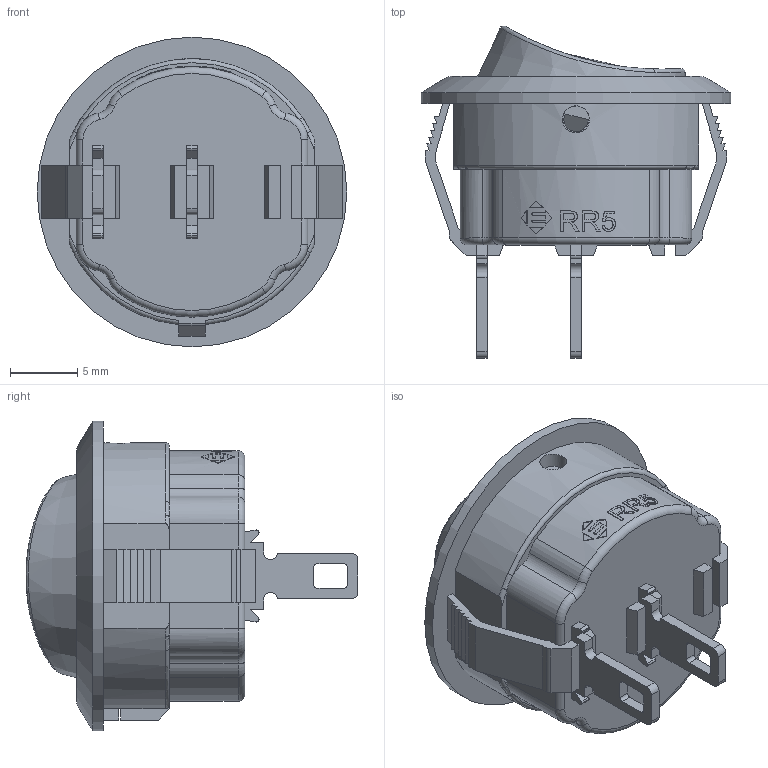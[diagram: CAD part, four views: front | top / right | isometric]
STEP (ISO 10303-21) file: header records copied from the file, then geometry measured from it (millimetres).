
FILE_DESCRIPTION(/* description */ (''),/* implementation_level */ '2;1');
FILE_NAME(/* name */ 'RR551D1121.stp',/* time_stamp */ '2022-02-21T22:34:32-06:00',/* author */ ('mwilliams'),/* organization */ (''),/* preprocessor_version */ 'ST-DEVELOPER v18',/* originating_system */ 'Autodesk Inventor 2020',/* authorisation */ '');
FILE_SCHEMA (('AUTOMOTIVE_DESIGN { 1 0 10303 214 3 1 1 }'));
Length unit declared in the file: millimetre
Products named in the file (1): RR551D1121
Bounding box: 23 x 24.65 x 23 mm (x, y, z)
Volume: 2070.2 mm3; surface area: 4028.4 mm2
Topology: 4 solids, 4 shells, 470 faces, 1320 edges, 871 vertices
Faces by surface type: plane 285, cylinder 101, bspline 59, torus 21, cone 4
Full cylindrical faces by diameter (mm): 2.005 x2, 2.5 x1, 3.2 x1, 17.2 x1, 23 x1
Entity records: 20713 total; most frequent: CARTESIAN_POINT 8290, ORIENTED_EDGE 2640, DIRECTION 2296, EDGE_CURVE 1320, VERTEX_POINT 871, LINE 868, VECTOR 868, AXIS2_PLACEMENT_3D 714
